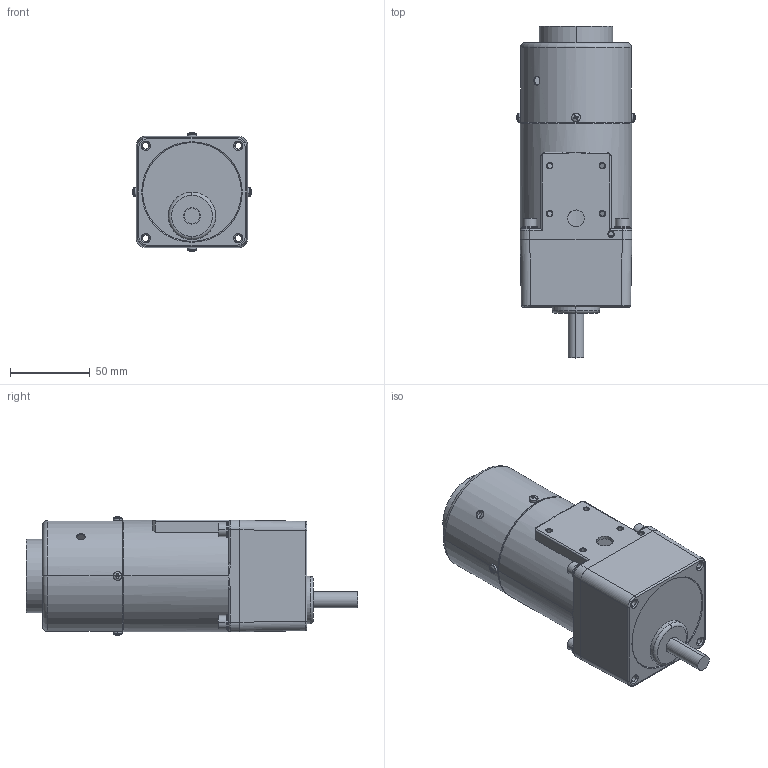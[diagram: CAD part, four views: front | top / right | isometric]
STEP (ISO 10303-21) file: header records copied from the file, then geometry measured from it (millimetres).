
FILE_DESCRIPTION (( 'STEP AP203' ), '1' );
FILE_NAME ('3RK15RGN-CM+眊极.STEP', '2022-08-25T03:01:38', ( '' ), ( 'Microsoft' ), 'SwSTEP 2.0', 'SolidWorks 2020', '' );
FILE_SCHEMA (( 'CONFIG_CONTROL_DESIGN' ));
Length unit declared in the file: millimetre
Products named in the file (1): 3RK15RGN-CM+眊极
Bounding box: 74.31 x 208.2 x 74.31 mm (x, y, z)
Surface area: 68403.8 mm2 (no closed solid volume)
Topology: 0 solids, 26 shells, 293 faces, 874 edges, 600 vertices
Faces by surface type: plane 116, cylinder 104, cone 25, torus 24, bspline 16, sphere 8
Entity records: 10933 total; most frequent: CARTESIAN_POINT 3075, DIRECTION 1746, ORIENTED_EDGE 1414, EDGE_CURVE 866, AXIS2_PLACEMENT_3D 709, VERTEX_POINT 600, CIRCLE 431, EDGE_LOOP 347
